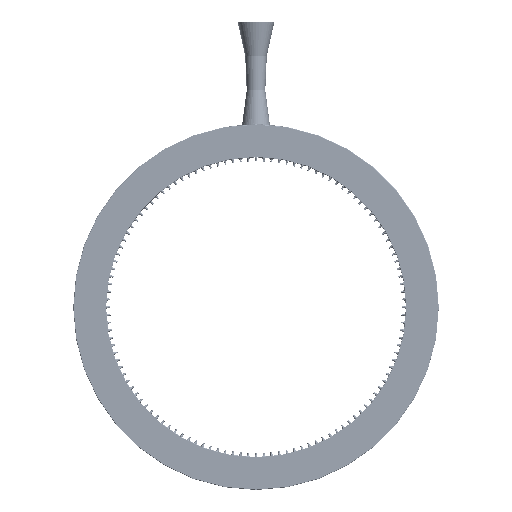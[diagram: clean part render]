
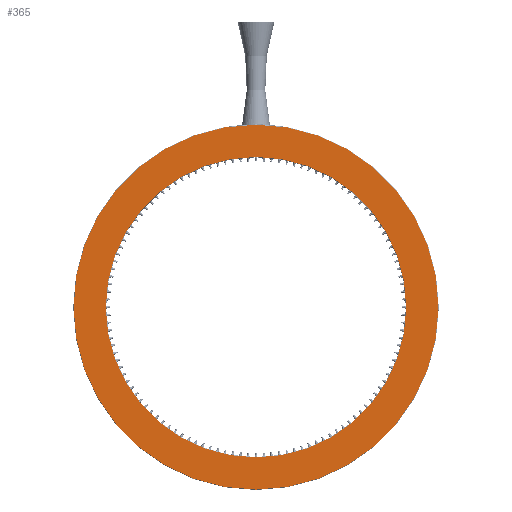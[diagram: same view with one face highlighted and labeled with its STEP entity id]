
A CAD part, top view. The second image highlights one B-rep face of the part: STEP entity #365.
In plain terms, the highlighted planar face has unit normal (0, 0, 1).
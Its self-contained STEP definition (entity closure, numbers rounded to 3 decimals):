
#81=CARTESIAN_POINT('',(0.,0.,20.));
#82=DIRECTION('',(0.,0.,-1.));
#83=DIRECTION('',(1.,0.,0.));
#84=AXIS2_PLACEMENT_3D('',#81,#82,#83);
#86=CARTESIAN_POINT('',(0.,0.,20.));
#87=DIRECTION('',(0.,0.,-1.));
#88=DIRECTION('',(-1.,0.,0.));
#89=AXIS2_PLACEMENT_3D('',#86,#87,#88);
#91=CARTESIAN_POINT('',(0.,0.,20.));
#92=DIRECTION('',(0.,0.,1.));
#93=DIRECTION('',(-1.,0.,0.));
#94=AXIS2_PLACEMENT_3D('',#91,#92,#93);
#96=CARTESIAN_POINT('',(0.,0.,20.));
#97=DIRECTION('',(0.,0.,1.));
#98=DIRECTION('',(1.,0.,0.));
#99=AXIS2_PLACEMENT_3D('',#96,#97,#98);
#229=CARTESIAN_POINT('',(205.5,0.,20.));
#230=CARTESIAN_POINT('',(-205.5,0.,20.));
#231=VERTEX_POINT('',#229);
#232=VERTEX_POINT('',#230);
#237=CARTESIAN_POINT('',(-249.5,0.,20.));
#238=CARTESIAN_POINT('',(249.5,0.,20.));
#239=VERTEX_POINT('',#237);
#240=VERTEX_POINT('',#238);
#349=CARTESIAN_POINT('',(0.,0.,20.));
#350=DIRECTION('',(0.,0.,1.));
#351=DIRECTION('',(1.,0.,0.));
#352=AXIS2_PLACEMENT_3D('',#349,#350,#351);
#353=PLANE('',#352);
#355=ORIENTED_EDGE('',*,*,#354,.F.);
#356=ORIENTED_EDGE('',*,*,#339,.F.);
#357=EDGE_LOOP('',(#355,#356));
#358=FACE_OUTER_BOUND('',#357,.F.);
#360=ORIENTED_EDGE('',*,*,#359,.F.);
#362=ORIENTED_EDGE('',*,*,#361,.F.);
#363=EDGE_LOOP('',(#360,#362));
#364=FACE_BOUND('',#363,.F.);
#365=ADVANCED_FACE('',(#358,#364),#353,.T.);
#85=CIRCLE('',#84,205.5);
#90=CIRCLE('',#89,205.5);
#95=CIRCLE('',#94,249.5);
#100=CIRCLE('',#99,249.5);
#339=EDGE_CURVE('',#240,#239,#100,.T.);
#354=EDGE_CURVE('',#239,#240,#95,.T.);
#359=EDGE_CURVE('',#231,#232,#85,.T.);
#361=EDGE_CURVE('',#232,#231,#90,.T.);
